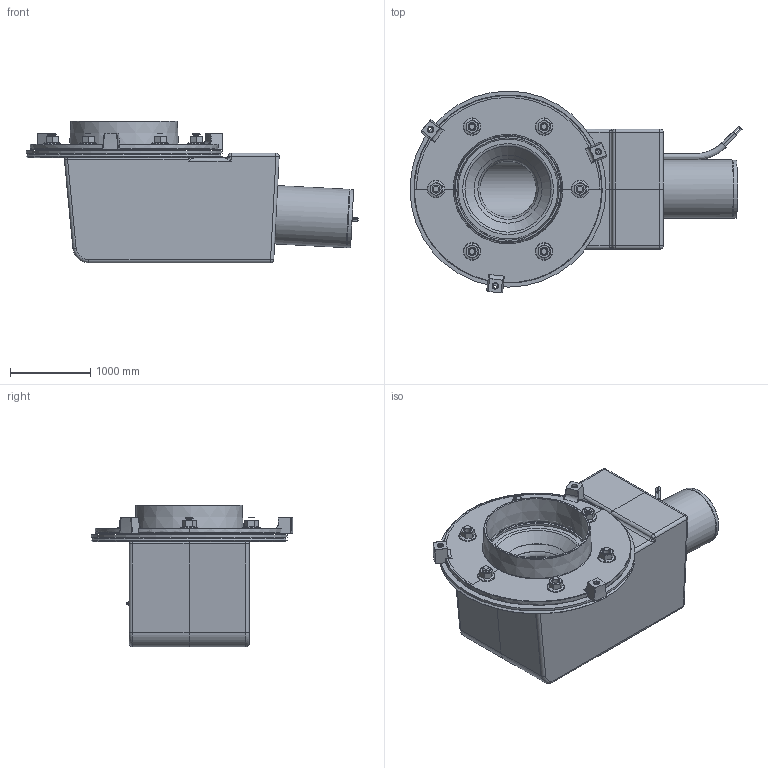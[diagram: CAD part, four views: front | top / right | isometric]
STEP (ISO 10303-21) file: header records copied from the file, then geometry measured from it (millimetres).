
FILE_DESCRIPTION(/* description */ (''),/* implementation_level */ '2;1');
FILE_NAME(/* name */ '21946.070X_3D.stp',/* time_stamp */ '2024-12-12T09:28:23+01:00',/* author */ ('CAD'),/* organization */ (''),/* preprocessor_version */ 'ST-DEVELOPER v20',/* originating_system */ 'AutoCAD Mechanical',/* authorisation */ '');
FILE_SCHEMA (('AUTOMOTIVE_DESIGN { 1 0 10303 214 3 1 1 }'));
Products named in the file (3): Product; *S0; HEIZBAND
Assembly tree (2 placements, depth 2):
  Product
    *S0
    HEIZBAND
Bounding box: 4148.69 x 2522.85 x 1770 mm (x, y, z)
Volume: 4541678249.3 mm3; surface area: 80069095.8 mm2
Topology: 31 solids, 31 shells, 681 faces, 1544 edges, 930 vertices
Faces by surface type: cone 239, plane 168, cylinder 127, bspline 88, torus 51, sphere 8
Full cylindrical faces by diameter (mm): 20 x6, 30 x3, 70 x6, 80 x16, 83.76 x6, 130 x10, 145 x2, 150 x2, 160 x6, 175 x1, 180 x1, 706 x2, 730 x2, 1250 x1, 2450 x1
Entity records: 51892 total; most frequent: CARTESIAN_POINT 36783, DIRECTION 3112, ORIENTED_EDGE 3056, EDGE_CURVE 1528, AXIS2_PLACEMENT_3D 1311, VERTEX_POINT 926, EDGE_LOOP 778, FACE_OUTER_BOUND 681
